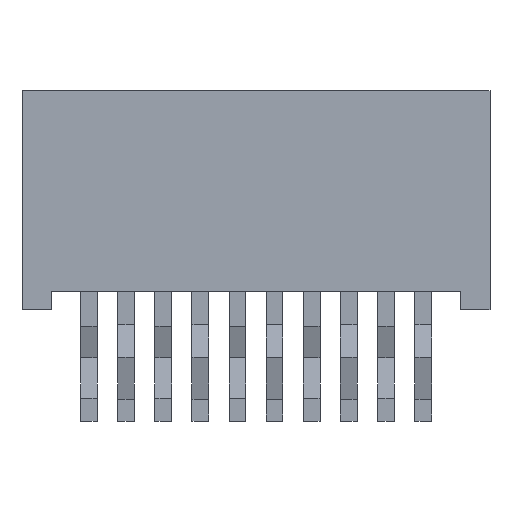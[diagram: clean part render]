
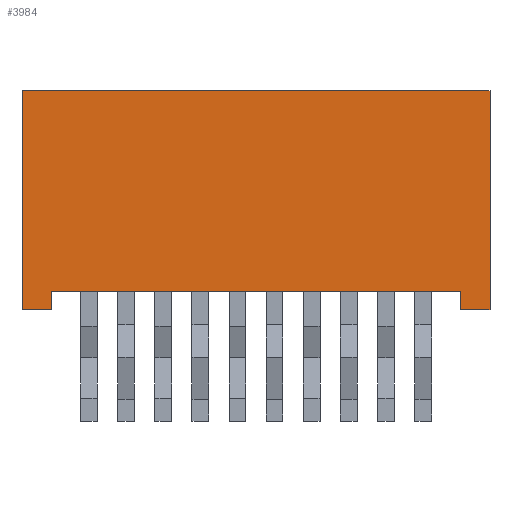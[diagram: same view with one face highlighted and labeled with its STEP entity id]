
A CAD part, front view. The second image highlights one B-rep face of the part: STEP entity #3984.
In plain terms, the highlighted planar face has unit normal (0, -1, 0).
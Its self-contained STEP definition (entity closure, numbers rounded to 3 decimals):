
#46 = ORIENTED_EDGE ( 'NONE', *, *, #4927, .F. ) ;
#93 = EDGE_CURVE ( 'NONE', #2062, #3168, #6246, .T. ) ;
#128 = PLANE ( 'NONE',  #5807 ) ;
#143 = LINE ( 'NONE', #2948, #2674 ) ;
#256 = ORIENTED_EDGE ( 'NONE', *, *, #2720, .F. ) ;
#383 = CARTESIAN_POINT ( 'NONE',  ( -17.3, -1.95, 2.95 ) ) ;
#497 = DIRECTION ( 'NONE',  ( -1., 0., 0. ) ) ;
#594 = EDGE_CURVE ( 'NONE', #3894, #3168, #3015, .T. ) ;
#861 = EDGE_LOOP ( 'NONE', ( #256, #4046, #3374, #2698, #5994, #46, #5701, #2922 ) ) ;
#966 = CARTESIAN_POINT ( 'NONE',  ( 0., -1.95, -2.45 ) ) ;
#1022 = VECTOR ( 'NONE', #3742, 1000. ) ;
#1163 = CARTESIAN_POINT ( 'NONE',  ( 0., -1.95, 2.95 ) ) ;
#1425 = VECTOR ( 'NONE', #2814, 1000. ) ;
#1463 = VERTEX_POINT ( 'NONE', #3979 ) ;
#1644 = CARTESIAN_POINT ( 'NONE',  ( 0., -1.95, 0. ) ) ;
#1657 = DIRECTION ( 'NONE',  ( 0., 0., -1. ) ) ;
#1945 = LINE ( 'NONE', #4896, #5318 ) ;
#2062 = VERTEX_POINT ( 'NONE', #5267 ) ;
#2456 = VERTEX_POINT ( 'NONE', #4268 ) ;
#2537 = DIRECTION ( 'NONE',  ( 0., 0., 1. ) ) ;
#2674 = VECTOR ( 'NONE', #4954, 1000. ) ;
#2698 = ORIENTED_EDGE ( 'NONE', *, *, #2794, .F. ) ;
#2720 = EDGE_CURVE ( 'NONE', #3894, #3865, #4270, .T. ) ;
#2794 = EDGE_CURVE ( 'NONE', #6129, #2062, #4786, .T. ) ;
#2801 = VECTOR ( 'NONE', #2537, 1000. ) ;
#2814 = DIRECTION ( 'NONE',  ( 0., 0., 1. ) ) ;
#2904 = CARTESIAN_POINT ( 'NONE',  ( -17.3, -1.95, -2.95 ) ) ;
#2922 = ORIENTED_EDGE ( 'NONE', *, *, #3326, .F. ) ;
#2948 = CARTESIAN_POINT ( 'NONE',  ( 0., -1.95, -2.95 ) ) ;
#3015 = LINE ( 'NONE', #4507, #2801 ) ;
#3036 = EDGE_CURVE ( 'NONE', #3774, #1463, #3215, .T. ) ;
#3100 = DIRECTION ( 'NONE',  ( 0., 1., 0. ) ) ;
#3139 = LINE ( 'NONE', #4599, #4703 ) ;
#3167 = CARTESIAN_POINT ( 'NONE',  ( -5.5, -1.95, -2.95 ) ) ;
#3168 = VERTEX_POINT ( 'NONE', #4706 ) ;
#3215 = LINE ( 'NONE', #1163, #5951 ) ;
#3326 = EDGE_CURVE ( 'NONE', #3865, #3774, #1945, .T. ) ;
#3374 = ORIENTED_EDGE ( 'NONE', *, *, #93, .F. ) ;
#3742 = DIRECTION ( 'NONE',  ( -1., 0., 0. ) ) ;
#3774 = VERTEX_POINT ( 'NONE', #383 ) ;
#3865 = VERTEX_POINT ( 'NONE', #2904 ) ;
#3878 = DIRECTION ( 'NONE',  ( 0., 0., 1. ) ) ;
#3894 = VERTEX_POINT ( 'NONE', #4359 ) ;
#3979 = CARTESIAN_POINT ( 'NONE',  ( -4.7, -1.95, 2.95 ) ) ;
#3984 = ADVANCED_FACE ( '278738', ( #5462 ), #128, .F. ) ;
#4046 = ORIENTED_EDGE ( 'NONE', *, *, #594, .T. ) ;
#4176 = CARTESIAN_POINT ( 'NONE',  ( 0., -1.95, -2.95 ) ) ;
#4268 = CARTESIAN_POINT ( 'NONE',  ( -4.7, -1.95, -2.95 ) ) ;
#4270 = LINE ( 'NONE', #4176, #1022 ) ;
#4359 = CARTESIAN_POINT ( 'NONE',  ( -16.5, -1.95, -2.95 ) ) ;
#4507 = CARTESIAN_POINT ( 'NONE',  ( -16.5, -1.95, -2.7 ) ) ;
#4517 = VECTOR ( 'NONE', #497, 1000. ) ;
#4599 = CARTESIAN_POINT ( 'NONE',  ( -4.7, -1.95, 0. ) ) ;
#4703 = VECTOR ( 'NONE', #1657, 1000. ) ;
#4706 = CARTESIAN_POINT ( 'NONE',  ( -16.5, -1.95, -2.45 ) ) ;
#4768 = EDGE_CURVE ( 'NONE', #2456, #6129, #143, .T. ) ;
#4786 = LINE ( 'NONE', #5171, #1425 ) ;
#4896 = CARTESIAN_POINT ( 'NONE',  ( -17.3, -1.95, 0. ) ) ;
#4927 = EDGE_CURVE ( 'NONE', #1463, #2456, #3139, .T. ) ;
#4954 = DIRECTION ( 'NONE',  ( -1., 0., 0. ) ) ;
#5036 = DIRECTION ( 'NONE',  ( 0., 0., 1. ) ) ;
#5171 = CARTESIAN_POINT ( 'NONE',  ( -5.5, -1.95, -2.7 ) ) ;
#5267 = CARTESIAN_POINT ( 'NONE',  ( -5.5, -1.95, -2.45 ) ) ;
#5318 = VECTOR ( 'NONE', #3878, 1000. ) ;
#5462 = FACE_OUTER_BOUND ( 'NONE', #861, .T. ) ;
#5701 = ORIENTED_EDGE ( 'NONE', *, *, #3036, .F. ) ;
#5807 = AXIS2_PLACEMENT_3D ( 'NONE', #1644, #3100, #5036 ) ;
#5951 = VECTOR ( 'NONE', #6117, 1000. ) ;
#5994 = ORIENTED_EDGE ( 'NONE', *, *, #4768, .F. ) ;
#6117 = DIRECTION ( 'NONE',  ( 1., 0., 0. ) ) ;
#6129 = VERTEX_POINT ( 'NONE', #3167 ) ;
#6246 = LINE ( 'NONE', #966, #4517 ) ;
